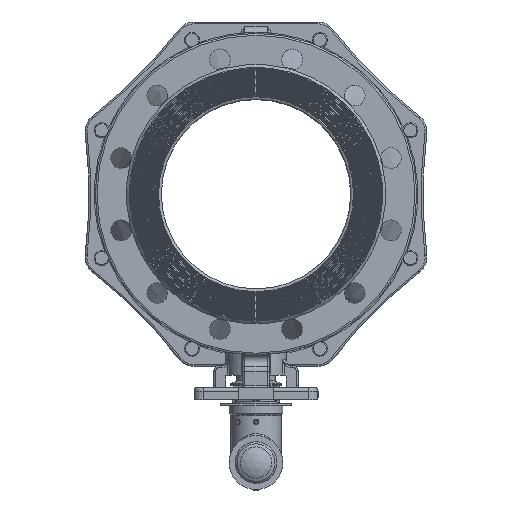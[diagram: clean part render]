
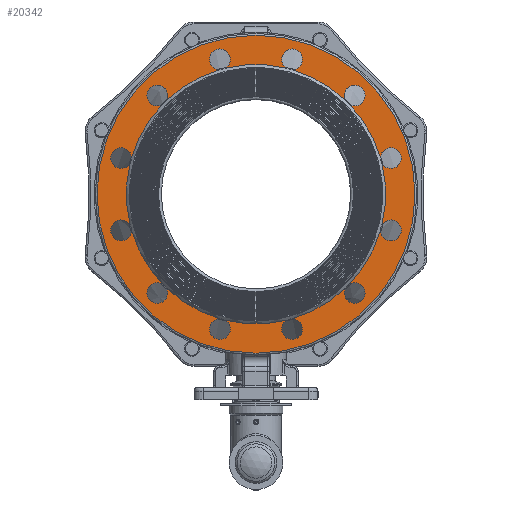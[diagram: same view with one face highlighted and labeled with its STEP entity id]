
A CAD part, front view. The second image highlights one B-rep face of the part: STEP entity #20342.
In plain terms, the highlighted planar face has unit normal (0, -1, 0).
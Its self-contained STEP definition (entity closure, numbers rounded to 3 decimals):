
#3449=PLANE('',#22492);
#4412=CIRCLE('',#22493,11.);
#4413=CIRCLE('',#22494,137.);
#4414=CIRCLE('',#22495,11.);
#4415=CIRCLE('',#22496,137.);
#4416=CIRCLE('',#22497,11.);
#4417=CIRCLE('',#22498,137.);
#4418=CIRCLE('',#22499,11.);
#4419=CIRCLE('',#22500,137.);
#4420=CIRCLE('',#22501,11.);
#4421=CIRCLE('',#22502,137.);
#4422=CIRCLE('',#22503,11.);
#4423=CIRCLE('',#22504,137.);
#4424=CIRCLE('',#22505,11.);
#4425=CIRCLE('',#22506,137.);
#4426=CIRCLE('',#22507,11.);
#4427=CIRCLE('',#22508,137.);
#4428=CIRCLE('',#22509,11.);
#4429=CIRCLE('',#22510,137.);
#4430=CIRCLE('',#22511,11.);
#4431=CIRCLE('',#22512,137.);
#4432=CIRCLE('',#22513,11.);
#4433=CIRCLE('',#22514,137.);
#4434=CIRCLE('',#22515,11.);
#4435=CIRCLE('',#22516,137.);
#4436=CIRCLE('',#22517,168.);
#9037=ORIENTED_EDGE('',*,*,#12806,.F.);
#9038=ORIENTED_EDGE('',*,*,#12807,.T.);
#9039=ORIENTED_EDGE('',*,*,#12808,.F.);
#9040=ORIENTED_EDGE('',*,*,#12809,.T.);
#9041=ORIENTED_EDGE('',*,*,#12810,.F.);
#9042=ORIENTED_EDGE('',*,*,#12811,.T.);
#9043=ORIENTED_EDGE('',*,*,#12812,.F.);
#9044=ORIENTED_EDGE('',*,*,#12813,.T.);
#9045=ORIENTED_EDGE('',*,*,#12814,.F.);
#9046=ORIENTED_EDGE('',*,*,#12815,.T.);
#9047=ORIENTED_EDGE('',*,*,#12816,.F.);
#9048=ORIENTED_EDGE('',*,*,#12817,.T.);
#9049=ORIENTED_EDGE('',*,*,#12818,.F.);
#9050=ORIENTED_EDGE('',*,*,#12819,.T.);
#9051=ORIENTED_EDGE('',*,*,#12820,.F.);
#9052=ORIENTED_EDGE('',*,*,#12821,.T.);
#9053=ORIENTED_EDGE('',*,*,#12822,.F.);
#9054=ORIENTED_EDGE('',*,*,#12823,.T.);
#9055=ORIENTED_EDGE('',*,*,#12824,.F.);
#9056=ORIENTED_EDGE('',*,*,#12825,.T.);
#9057=ORIENTED_EDGE('',*,*,#12826,.F.);
#9058=ORIENTED_EDGE('',*,*,#12827,.T.);
#9059=ORIENTED_EDGE('',*,*,#12828,.F.);
#9060=ORIENTED_EDGE('',*,*,#12829,.T.);
#9061=ORIENTED_EDGE('',*,*,#12830,.T.);
#12806=EDGE_CURVE('',#14786,#14785,#4412,.T.);
#12807=EDGE_CURVE('',#14786,#14807,#4413,.T.);
#12808=EDGE_CURVE('',#14808,#14807,#4414,.T.);
#12809=EDGE_CURVE('',#14808,#14805,#4415,.T.);
#12810=EDGE_CURVE('',#14806,#14805,#4416,.T.);
#12811=EDGE_CURVE('',#14806,#14803,#4417,.T.);
#12812=EDGE_CURVE('',#14804,#14803,#4418,.T.);
#12813=EDGE_CURVE('',#14804,#14801,#4419,.T.);
#12814=EDGE_CURVE('',#14802,#14801,#4420,.T.);
#12815=EDGE_CURVE('',#14802,#14799,#4421,.T.);
#12816=EDGE_CURVE('',#14800,#14799,#4422,.T.);
#12817=EDGE_CURVE('',#14800,#14797,#4423,.T.);
#12818=EDGE_CURVE('',#14798,#14797,#4424,.T.);
#12819=EDGE_CURVE('',#14798,#14795,#4425,.T.);
#12820=EDGE_CURVE('',#14796,#14795,#4426,.T.);
#12821=EDGE_CURVE('',#14796,#14793,#4427,.T.);
#12822=EDGE_CURVE('',#14794,#14793,#4428,.T.);
#12823=EDGE_CURVE('',#14794,#14791,#4429,.T.);
#12824=EDGE_CURVE('',#14792,#14791,#4430,.T.);
#12825=EDGE_CURVE('',#14792,#14789,#4431,.T.);
#12826=EDGE_CURVE('',#14790,#14789,#4432,.T.);
#12827=EDGE_CURVE('',#14790,#14787,#4433,.T.);
#12828=EDGE_CURVE('',#14788,#14787,#4434,.T.);
#12829=EDGE_CURVE('',#14788,#14785,#4435,.T.);
#12830=EDGE_CURVE('',#14849,#14849,#4436,.T.);
#14785=VERTEX_POINT('',#59789);
#14786=VERTEX_POINT('',#59790);
#14787=VERTEX_POINT('',#59794);
#14788=VERTEX_POINT('',#59795);
#14789=VERTEX_POINT('',#59799);
#14790=VERTEX_POINT('',#59800);
#14791=VERTEX_POINT('',#59804);
#14792=VERTEX_POINT('',#59805);
#14793=VERTEX_POINT('',#59809);
#14794=VERTEX_POINT('',#59810);
#14795=VERTEX_POINT('',#59814);
#14796=VERTEX_POINT('',#59815);
#14797=VERTEX_POINT('',#59819);
#14798=VERTEX_POINT('',#59820);
#14799=VERTEX_POINT('',#59824);
#14800=VERTEX_POINT('',#59825);
#14801=VERTEX_POINT('',#59829);
#14802=VERTEX_POINT('',#59830);
#14803=VERTEX_POINT('',#59834);
#14804=VERTEX_POINT('',#59835);
#14805=VERTEX_POINT('',#59839);
#14806=VERTEX_POINT('',#59840);
#14807=VERTEX_POINT('',#59844);
#14808=VERTEX_POINT('',#59845);
#14849=VERTEX_POINT('',#63079);
#16989=EDGE_LOOP('',(#9037,#9038,#9039,#9040,#9041,#9042,#9043,#9044,#9045,
#9046,#9047,#9048,#9049,#9050,#9051,#9052,#9053,#9054,#9055,#9056,#9057,
#9058,#9059,#9060));
#16990=EDGE_LOOP('',(#9061));
#18708=FACE_BOUND('',#16989,.T.);
#18709=FACE_BOUND('',#16990,.T.);
#20342=ADVANCED_FACE('',(#18708,#18709),#3449,.T.);
#22492=AXIS2_PLACEMENT_3D('',#63053,#27428,#27429);
#22493=AXIS2_PLACEMENT_3D('',#63054,#27430,#27431);
#22494=AXIS2_PLACEMENT_3D('',#63055,#27432,#27433);
#22495=AXIS2_PLACEMENT_3D('',#63056,#27434,#27435);
#22496=AXIS2_PLACEMENT_3D('',#63057,#27436,#27437);
#22497=AXIS2_PLACEMENT_3D('',#63058,#27438,#27439);
#22498=AXIS2_PLACEMENT_3D('',#63059,#27440,#27441);
#22499=AXIS2_PLACEMENT_3D('',#63060,#27442,#27443);
#22500=AXIS2_PLACEMENT_3D('',#63061,#27444,#27445);
#22501=AXIS2_PLACEMENT_3D('',#63062,#27446,#27447);
#22502=AXIS2_PLACEMENT_3D('',#63063,#27448,#27449);
#22503=AXIS2_PLACEMENT_3D('',#63064,#27450,#27451);
#22504=AXIS2_PLACEMENT_3D('',#63065,#27452,#27453);
#22505=AXIS2_PLACEMENT_3D('',#63066,#27454,#27455);
#22506=AXIS2_PLACEMENT_3D('',#63067,#27456,#27457);
#22507=AXIS2_PLACEMENT_3D('',#63068,#27458,#27459);
#22508=AXIS2_PLACEMENT_3D('',#63069,#27460,#27461);
#22509=AXIS2_PLACEMENT_3D('',#63070,#27462,#27463);
#22510=AXIS2_PLACEMENT_3D('',#63071,#27464,#27465);
#22511=AXIS2_PLACEMENT_3D('',#63072,#27466,#27467);
#22512=AXIS2_PLACEMENT_3D('',#63073,#27468,#27469);
#22513=AXIS2_PLACEMENT_3D('',#63074,#27470,#27471);
#22514=AXIS2_PLACEMENT_3D('',#63075,#27472,#27473);
#22515=AXIS2_PLACEMENT_3D('',#63076,#27474,#27475);
#22516=AXIS2_PLACEMENT_3D('',#63077,#27476,#27477);
#22517=AXIS2_PLACEMENT_3D('',#63078,#27478,#27479);
#27428=DIRECTION('',(0.,-1.,0.));
#27429=DIRECTION('',(0.,0.,-1.));
#27430=DIRECTION('',(0.,-1.,0.));
#27431=DIRECTION('',(0.,0.,-1.));
#27432=DIRECTION('',(0.,1.,0.));
#27433=DIRECTION('',(0.,0.,1.));
#27434=DIRECTION('',(0.,-1.,0.));
#27435=DIRECTION('',(0.,0.,-1.));
#27436=DIRECTION('',(0.,1.,0.));
#27437=DIRECTION('',(0.,0.,1.));
#27438=DIRECTION('',(0.,-1.,0.));
#27439=DIRECTION('',(0.,0.,-1.));
#27440=DIRECTION('',(0.,1.,0.));
#27441=DIRECTION('',(0.,0.,1.));
#27442=DIRECTION('',(0.,-1.,0.));
#27443=DIRECTION('',(0.,0.,-1.));
#27444=DIRECTION('',(0.,1.,0.));
#27445=DIRECTION('',(0.,0.,1.));
#27446=DIRECTION('',(0.,-1.,0.));
#27447=DIRECTION('',(0.,0.,-1.));
#27448=DIRECTION('',(0.,1.,0.));
#27449=DIRECTION('',(0.,0.,1.));
#27450=DIRECTION('',(0.,-1.,0.));
#27451=DIRECTION('',(0.,0.,-1.));
#27452=DIRECTION('',(0.,1.,0.));
#27453=DIRECTION('',(0.,0.,1.));
#27454=DIRECTION('',(0.,-1.,0.));
#27455=DIRECTION('',(0.,0.,-1.));
#27456=DIRECTION('',(0.,1.,0.));
#27457=DIRECTION('',(0.,0.,1.));
#27458=DIRECTION('',(0.,-1.,0.));
#27459=DIRECTION('',(0.,0.,-1.));
#27460=DIRECTION('',(0.,1.,0.));
#27461=DIRECTION('',(0.,0.,1.));
#27462=DIRECTION('',(0.,-1.,0.));
#27463=DIRECTION('',(0.,0.,-1.));
#27464=DIRECTION('',(0.,1.,0.));
#27465=DIRECTION('',(0.,0.,1.));
#27466=DIRECTION('',(0.,-1.,0.));
#27467=DIRECTION('',(0.,0.,-1.));
#27468=DIRECTION('',(0.,1.,0.));
#27469=DIRECTION('',(0.,0.,1.));
#27470=DIRECTION('',(0.,-1.,0.));
#27471=DIRECTION('',(0.,0.,-1.));
#27472=DIRECTION('',(0.,1.,0.));
#27473=DIRECTION('',(0.,0.,1.));
#27474=DIRECTION('',(0.,-1.,0.));
#27475=DIRECTION('',(0.,0.,-1.));
#27476=DIRECTION('',(0.,1.,0.));
#27477=DIRECTION('',(0.,0.,1.));
#27478=DIRECTION('',(0.,-1.,0.));
#27479=DIRECTION('',(0.,0.,-1.));
#59789=CARTESIAN_POINT('',(-38.501,5.,131.479));
#59790=CARTESIAN_POINT('',(-32.397,5.,133.114));
#59794=CARTESIAN_POINT('',(-99.082,5.,94.614));
#59795=CARTESIAN_POINT('',(-94.614,5.,99.082));
#59799=CARTESIAN_POINT('',(-133.114,5.,32.397));
#59800=CARTESIAN_POINT('',(-131.479,5.,38.501));
#59804=CARTESIAN_POINT('',(-131.479,5.,-38.501));
#59805=CARTESIAN_POINT('',(-133.114,5.,-32.397));
#59809=CARTESIAN_POINT('',(-94.614,5.,-99.082));
#59810=CARTESIAN_POINT('',(-99.082,5.,-94.614));
#59814=CARTESIAN_POINT('',(-32.397,5.,-133.114));
#59815=CARTESIAN_POINT('',(-38.501,5.,-131.479));
#59819=CARTESIAN_POINT('',(38.501,5.,-131.479));
#59820=CARTESIAN_POINT('',(32.397,5.,-133.114));
#59824=CARTESIAN_POINT('',(99.082,5.,-94.614));
#59825=CARTESIAN_POINT('',(94.614,5.,-99.082));
#59829=CARTESIAN_POINT('',(133.114,5.,-32.397));
#59830=CARTESIAN_POINT('',(131.479,5.,-38.501));
#59834=CARTESIAN_POINT('',(131.479,5.,38.501));
#59835=CARTESIAN_POINT('',(133.114,5.,32.397));
#59839=CARTESIAN_POINT('',(94.614,5.,99.082));
#59840=CARTESIAN_POINT('',(99.082,5.,94.614));
#59844=CARTESIAN_POINT('',(32.397,5.,133.114));
#59845=CARTESIAN_POINT('',(38.501,5.,131.479));
#63053=CARTESIAN_POINT('',(170.,5.,0.));
#63054=CARTESIAN_POINT('',(-38.176,5.,142.474));
#63055=CARTESIAN_POINT('',(0.,5.,0.));
#63056=CARTESIAN_POINT('',(38.176,5.,142.474));
#63057=CARTESIAN_POINT('',(0.,5.,0.));
#63058=CARTESIAN_POINT('',(104.298,5.,104.298));
#63059=CARTESIAN_POINT('',(0.,5.,0.));
#63060=CARTESIAN_POINT('',(142.474,5.,38.176));
#63061=CARTESIAN_POINT('',(0.,5.,0.));
#63062=CARTESIAN_POINT('',(142.474,5.,-38.176));
#63063=CARTESIAN_POINT('',(0.,5.,0.));
#63064=CARTESIAN_POINT('',(104.298,5.,-104.298));
#63065=CARTESIAN_POINT('',(0.,5.,0.));
#63066=CARTESIAN_POINT('',(38.176,5.,-142.474));
#63067=CARTESIAN_POINT('',(0.,5.,0.));
#63068=CARTESIAN_POINT('',(-38.176,5.,-142.474));
#63069=CARTESIAN_POINT('',(0.,5.,0.));
#63070=CARTESIAN_POINT('',(-104.298,5.,-104.298));
#63071=CARTESIAN_POINT('',(0.,5.,0.));
#63072=CARTESIAN_POINT('',(-142.474,5.,-38.176));
#63073=CARTESIAN_POINT('',(0.,5.,0.));
#63074=CARTESIAN_POINT('',(-142.474,5.,38.176));
#63075=CARTESIAN_POINT('',(0.,5.,0.));
#63076=CARTESIAN_POINT('',(-104.298,5.,104.298));
#63077=CARTESIAN_POINT('',(0.,5.,0.));
#63078=CARTESIAN_POINT('',(0.,5.,0.));
#63079=CARTESIAN_POINT('',(0.,5.,-168.));
